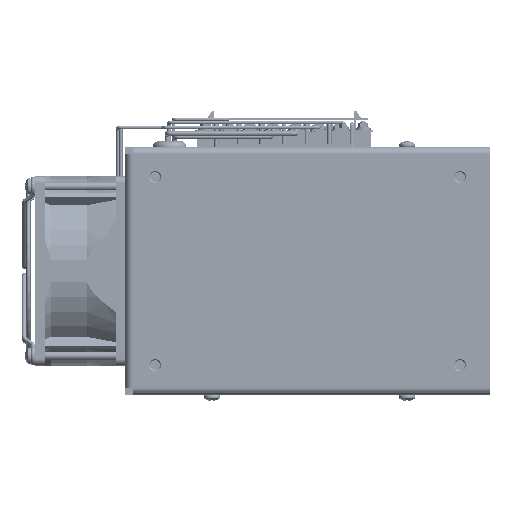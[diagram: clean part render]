
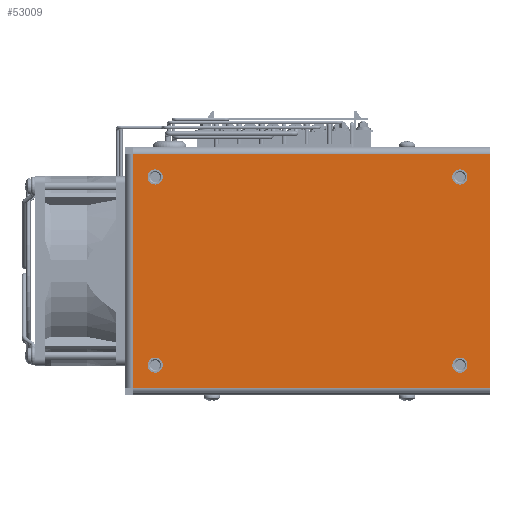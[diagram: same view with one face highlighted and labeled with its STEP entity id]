
A CAD part, front view. The second image highlights one B-rep face of the part: STEP entity #53009.
In plain terms, the highlighted face is planar.
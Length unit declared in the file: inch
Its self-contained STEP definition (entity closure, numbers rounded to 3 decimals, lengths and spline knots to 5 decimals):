
#7568=VECTOR('',#62723,1.);
#7577=VECTOR('',#62745,1.);
#7582=VECTOR('',#62759,1.);
#7584=VECTOR('',#62764,1.);
#11607=LINE('',#79352,#7568);
#11616=LINE('',#79374,#7577);
#11621=LINE('',#79388,#7582);
#11623=LINE('',#79393,#7584);
#14214=PLANE('',#55908);
#16866=VERTEX_POINT('',#79095);
#16868=VERTEX_POINT('',#79100);
#16870=VERTEX_POINT('',#79105);
#16872=VERTEX_POINT('',#79110);
#16948=VERTEX_POINT('',#79308);
#16957=VERTEX_POINT('',#79345);
#16964=VERTEX_POINT('',#79375);
#16968=VERTEX_POINT('',#79389);
#19987=CIRCLE('',#55800,0.126);
#19989=CIRCLE('',#55803,0.126);
#19991=CIRCLE('',#55806,0.126);
#19993=CIRCLE('',#55809,0.126);
#24512=EDGE_CURVE('',#16866,#16866,#19987,.T.);
#24514=EDGE_CURVE('',#16868,#16868,#19989,.T.);
#24516=EDGE_CURVE('',#16870,#16870,#19991,.T.);
#24518=EDGE_CURVE('',#16872,#16872,#19993,.T.);
#24631=EDGE_CURVE('',#16948,#16957,#11607,.T.);
#24643=EDGE_CURVE('',#16964,#16948,#11616,.T.);
#24651=EDGE_CURVE('',#16957,#16968,#11621,.T.);
#24654=EDGE_CURVE('',#16968,#16964,#11623,.T.);
#35379=ORIENTED_EDGE('',*,*,#24512,.T.);
#35380=ORIENTED_EDGE('',*,*,#24514,.T.);
#35381=ORIENTED_EDGE('',*,*,#24516,.T.);
#35382=ORIENTED_EDGE('',*,*,#24518,.T.);
#35383=ORIENTED_EDGE('',*,*,#24654,.F.);
#35384=ORIENTED_EDGE('',*,*,#24651,.F.);
#35385=ORIENTED_EDGE('',*,*,#24631,.F.);
#35386=ORIENTED_EDGE('',*,*,#24643,.F.);
#45905=EDGE_LOOP('',(#35379));
#45906=EDGE_LOOP('',(#35380));
#45907=EDGE_LOOP('',(#35381));
#45908=EDGE_LOOP('',(#35382));
#45909=EDGE_LOOP('',(#35383,#35384,#35385,#35386));
#49599=FACE_BOUND('',#45905,.T.);
#49600=FACE_BOUND('',#45906,.T.);
#49601=FACE_BOUND('',#45907,.T.);
#49602=FACE_BOUND('',#45908,.T.);
#49603=FACE_BOUND('',#45909,.T.);
#53009=ADVANCED_FACE('',(#49599,#49600,#49601,#49602,#49603),#14214,.F.);
#55800=AXIS2_PLACEMENT_3D('',#79094,#62493,#62494);
#55803=AXIS2_PLACEMENT_3D('',#79099,#62499,#62500);
#55806=AXIS2_PLACEMENT_3D('',#79104,#62505,#62506);
#55809=AXIS2_PLACEMENT_3D('',#79109,#62511,#62512);
#55908=AXIS2_PLACEMENT_3D('',#79395,#62766,$);
#62493=DIRECTION('',(0.,0.,1.));
#62494=DIRECTION('',(0.126,0.,0.));
#62499=DIRECTION('',(0.,0.,1.));
#62500=DIRECTION('',(0.126,0.,0.));
#62505=DIRECTION('',(0.,0.,1.));
#62506=DIRECTION('',(0.126,0.,0.));
#62511=DIRECTION('',(0.,0.,1.));
#62512=DIRECTION('',(0.126,0.,0.));
#62723=DIRECTION('',(0.,1.,0.));
#62745=DIRECTION('',(1.,0.,0.));
#62759=DIRECTION('',(-1.,0.,0.));
#62764=DIRECTION('',(0.,-1.,0.));
#62766=DIRECTION('',(0.,0.,1.));
#79094=CARTESIAN_POINT('',(-2.4685,-1.563,0.));
#79095=CARTESIAN_POINT('',(-2.3425,-1.563,0.));
#79099=CARTESIAN_POINT('',(-2.4685,1.563,0.));
#79100=CARTESIAN_POINT('',(-2.3425,1.563,0.));
#79104=CARTESIAN_POINT('',(2.5945,-1.563,0.));
#79105=CARTESIAN_POINT('',(2.7205,-1.563,0.));
#79109=CARTESIAN_POINT('',(2.5945,1.563,0.));
#79110=CARTESIAN_POINT('',(2.7205,1.563,0.));
#79308=CARTESIAN_POINT('',(2.9685,-1.937,0.));
#79345=CARTESIAN_POINT('',(2.9685,1.937,0.));
#79352=CARTESIAN_POINT('',(2.9685,-1.937,0.));
#79374=CARTESIAN_POINT('',(-2.9685,-1.937,0.));
#79375=CARTESIAN_POINT('',(-2.9685,-1.937,0.));
#79388=CARTESIAN_POINT('',(2.9685,1.937,0.));
#79389=CARTESIAN_POINT('',(-2.9685,1.937,0.));
#79393=CARTESIAN_POINT('',(-2.9685,1.937,0.));
#79395=CARTESIAN_POINT('',(0.,0.,0.));
